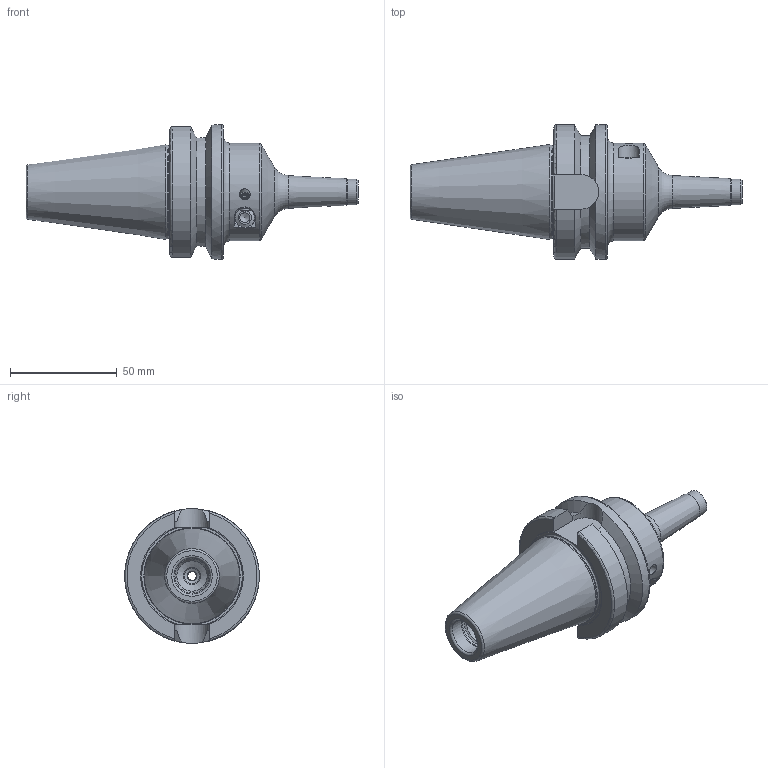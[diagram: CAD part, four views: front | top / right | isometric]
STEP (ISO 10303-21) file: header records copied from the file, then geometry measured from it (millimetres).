
FILE_DESCRIPTION((''),'2;1');
FILE_NAME('395002304090 BT40-PHC04SB-90-C-3D.stp','2022-11-14T18:50:23',('nttooll'),(''),'Autodesk Inventor 2012','Autodesk Inventor 2012','');
FILE_SCHEMA(('AUTOMOTIVE_DESIGN { 1 0 10303 214 1 1 1 1 }'));
Length unit declared in the file: millimetre
Products named in the file (1): 395002304090 BT40-PHC04SB-90-C-3D
Bounding box: 155.4 x 63 x 63 mm (x, y, z)
Volume: 161556.6 mm3; surface area: 27844.3 mm2
Topology: 1 solids, 1 shells, 114 faces, 270 edges, 167 vertices
Faces by surface type: cylinder 41, cone 37, plane 26, torus 10
Full cylindrical faces by diameter (mm): 2.309 x2, 3 x1, 4 x2, 4.1 x1, 4.5 x2, 4.619 x2, 5 x2, 7.3 x1, 8 x1, 9 x2, 12 x1, 14.25 x1, 16 x1, 17 x1, 17.4 x1, 43.5 x1, 45.8 x1, 63 x1
Entity records: 3216 total; most frequent: CARTESIAN_POINT 907, DIRECTION 484, ORIENTED_EDGE 396, AXIS2_PLACEMENT_3D 219, EDGE_CURVE 198, EDGE_LOOP 184, VERTEX_POINT 154, FACE_OUTER_BOUND 114
